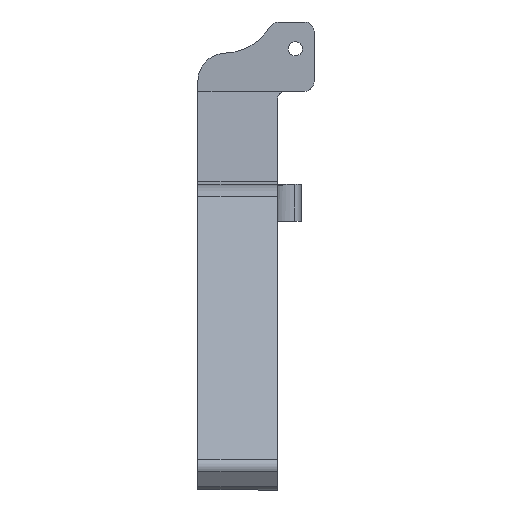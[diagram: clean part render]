
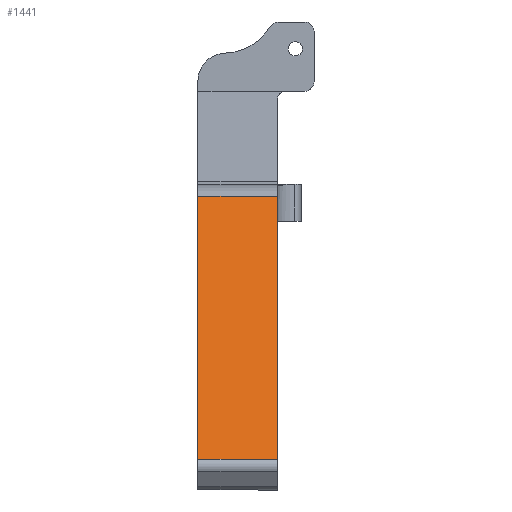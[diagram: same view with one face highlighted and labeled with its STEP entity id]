
A CAD part, top view. The second image highlights one B-rep face of the part: STEP entity #1441.
In plain terms, the highlighted planar face has unit normal (0, 0.82, 0.572).
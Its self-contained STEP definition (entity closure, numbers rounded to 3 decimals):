
#77=PLANE('',#1608);
#150=FACE_OUTER_BOUND('',#254,.T.);
#254=EDGE_LOOP('',(#1304,#1305,#1306,#1307));
#280=LINE('',#2103,#414);
#335=LINE('',#2277,#469);
#374=LINE('',#2400,#508);
#378=LINE('',#2407,#512);
#414=VECTOR('',#1670,10.);
#469=VECTOR('',#1839,10.);
#508=VECTOR('',#1978,10.);
#512=VECTOR('',#1986,10.);
#628=VERTEX_POINT('',#2100);
#629=VERTEX_POINT('',#2102);
#690=VERTEX_POINT('',#2274);
#691=VERTEX_POINT('',#2276);
#765=EDGE_CURVE('',#629,#628,#280,.T.);
#853=EDGE_CURVE('',#690,#691,#335,.T.);
#914=EDGE_CURVE('',#690,#629,#374,.T.);
#918=EDGE_CURVE('',#691,#628,#378,.T.);
#1304=ORIENTED_EDGE('',*,*,#914,.T.);
#1305=ORIENTED_EDGE('',*,*,#765,.T.);
#1306=ORIENTED_EDGE('',*,*,#918,.F.);
#1307=ORIENTED_EDGE('',*,*,#853,.F.);
#1441=ADVANCED_FACE('',(#150),#77,.T.);
#1608=AXIS2_PLACEMENT_3D('',#2421,#2007,#2008);
#1670=DIRECTION('',(0.,-0.572,0.82));
#1839=DIRECTION('',(0.,-0.572,0.82));
#1978=DIRECTION('',(-1.,0.,0.));
#1986=DIRECTION('',(-1.,0.,0.));
#2007=DIRECTION('center_axis',(0.,0.82,0.572));
#2008=DIRECTION('ref_axis',(0.,0.572,-0.82));
#2100=CARTESIAN_POINT('',(-7.067,-38.268,207.779));
#2102=CARTESIAN_POINT('',(-7.067,18.947,125.688));
#2103=CARTESIAN_POINT('',(-7.067,-9.693,166.781));
#2274=CARTESIAN_POINT('',(10.133,18.947,125.688));
#2276=CARTESIAN_POINT('',(10.133,-38.268,207.779));
#2277=CARTESIAN_POINT('',(10.133,18.947,125.688));
#2400=CARTESIAN_POINT('',(0.633,18.947,125.688));
#2407=CARTESIAN_POINT('',(0.633,-38.268,207.779));
#2421=CARTESIAN_POINT('Origin',(8.133,-39.412,209.42));
